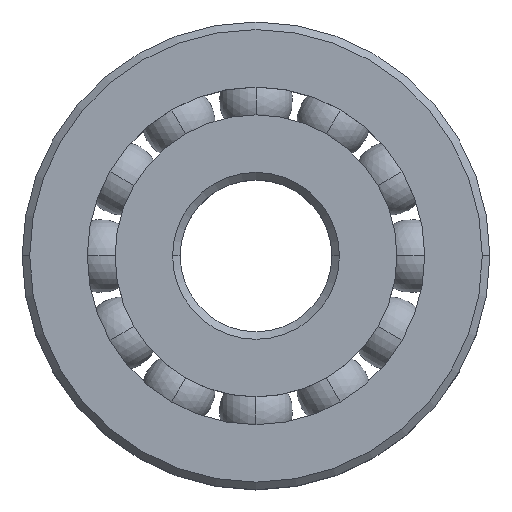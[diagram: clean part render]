
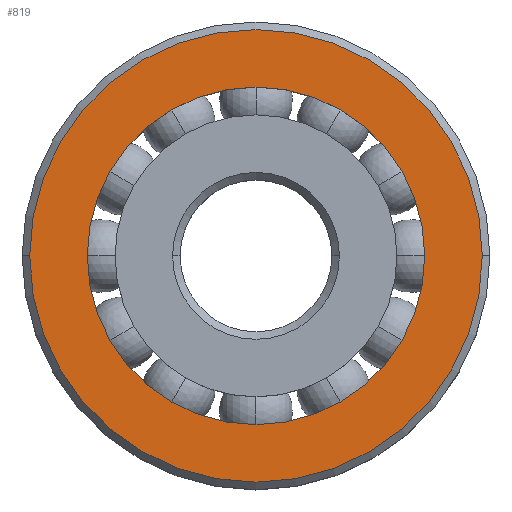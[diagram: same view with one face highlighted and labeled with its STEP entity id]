
A CAD part, top view. The second image highlights one B-rep face of the part: STEP entity #819.
In plain terms, the highlighted planar face has unit normal (0, 0, 1).
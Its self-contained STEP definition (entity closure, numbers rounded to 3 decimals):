
#33 = VERTEX_POINT ( 'NONE', #582 ) ;
#47 = CARTESIAN_POINT ( 'NONE',  ( 0., 0., 6. ) ) ;
#79 = DIRECTION ( 'NONE',  ( 0., 0., 1. ) ) ;
#96 = ORIENTED_EDGE ( 'NONE', *, *, #1022, .T. ) ;
#247 = CIRCLE ( 'NONE', #298, 13.349 ) ;
#256 = CIRCLE ( 'NONE', #854, 17.9 ) ;
#275 = EDGE_CURVE ( 'NONE', #311, #1188, #247, .T. ) ;
#285 = DIRECTION ( 'NONE',  ( 1., 0., 0. ) ) ;
#287 = ORIENTED_EDGE ( 'NONE', *, *, #434, .F. ) ;
#298 = AXIS2_PLACEMENT_3D ( 'NONE', #47, #469, #464 ) ;
#311 = VERTEX_POINT ( 'NONE', #669 ) ;
#387 = CARTESIAN_POINT ( 'NONE',  ( 0., 0., 6. ) ) ;
#434 = EDGE_CURVE ( 'NONE', #1188, #311, #444, .T. ) ;
#444 = CIRCLE ( 'NONE', #1075, 13.349 ) ;
#464 = DIRECTION ( 'NONE',  ( 1., 0., 0. ) ) ;
#469 = DIRECTION ( 'NONE',  ( 0., 0., 1. ) ) ;
#506 = DIRECTION ( 'NONE',  ( 1., 0., 0. ) ) ;
#531 = DIRECTION ( 'NONE',  ( -1., 0., 0. ) ) ;
#571 = AXIS2_PLACEMENT_3D ( 'NONE', #1211, #836, #531 ) ;
#573 = CIRCLE ( 'NONE', #1026, 17.9 ) ;
#582 = CARTESIAN_POINT ( 'NONE',  ( 17.9, 0., 6. ) ) ;
#607 = DIRECTION ( 'NONE',  ( 0., 0., 1. ) ) ;
#643 = EDGE_CURVE ( 'NONE', #33, #1019, #573, .T. ) ;
#669 = CARTESIAN_POINT ( 'NONE',  ( -13.349, 0., 6. ) ) ;
#678 = FACE_BOUND ( 'NONE', #802, .T. ) ;
#679 = CARTESIAN_POINT ( 'NONE',  ( 13.349, 0., 6. ) ) ;
#693 = ORIENTED_EDGE ( 'NONE', *, *, #275, .F. ) ;
#798 = DIRECTION ( 'NONE',  ( 1., 0., 0. ) ) ;
#802 = EDGE_LOOP ( 'NONE', ( #287, #693 ) ) ;
#805 = CARTESIAN_POINT ( 'NONE',  ( 0., 0., 6. ) ) ;
#819 = ADVANCED_FACE ( 'NONE', ( #678, #858 ), #1004, .F. ) ;
#836 = DIRECTION ( 'NONE',  ( 0., 0., -1. ) ) ;
#854 = AXIS2_PLACEMENT_3D ( 'NONE', #1201, #607, #798 ) ;
#858 = FACE_OUTER_BOUND ( 'NONE', #1027, .T. ) ;
#1004 = PLANE ( 'NONE',  #571 ) ;
#1019 = VERTEX_POINT ( 'NONE', #1204 ) ;
#1022 = EDGE_CURVE ( 'NONE', #1019, #33, #256, .T. ) ;
#1026 = AXIS2_PLACEMENT_3D ( 'NONE', #805, #1100, #506 ) ;
#1027 = EDGE_LOOP ( 'NONE', ( #96, #1300 ) ) ;
#1075 = AXIS2_PLACEMENT_3D ( 'NONE', #387, #79, #285 ) ;
#1100 = DIRECTION ( 'NONE',  ( 0., 0., 1. ) ) ;
#1188 = VERTEX_POINT ( 'NONE', #679 ) ;
#1201 = CARTESIAN_POINT ( 'NONE',  ( 0., 0., 6. ) ) ;
#1204 = CARTESIAN_POINT ( 'NONE',  ( -17.9, 0., 6. ) ) ;
#1211 = CARTESIAN_POINT ( 'NONE',  ( 0., 17.9, 6. ) ) ;
#1300 = ORIENTED_EDGE ( 'NONE', *, *, #643, .T. ) ;
